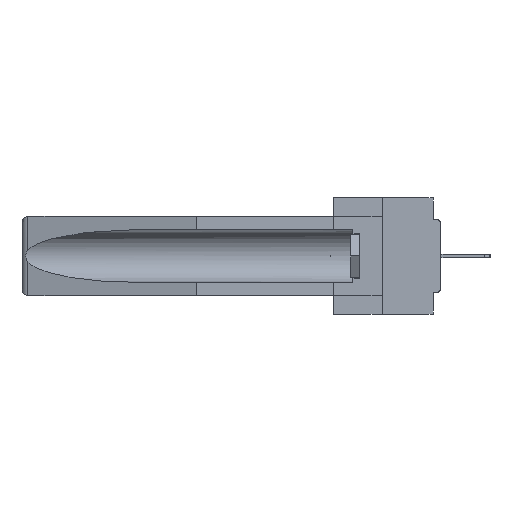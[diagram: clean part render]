
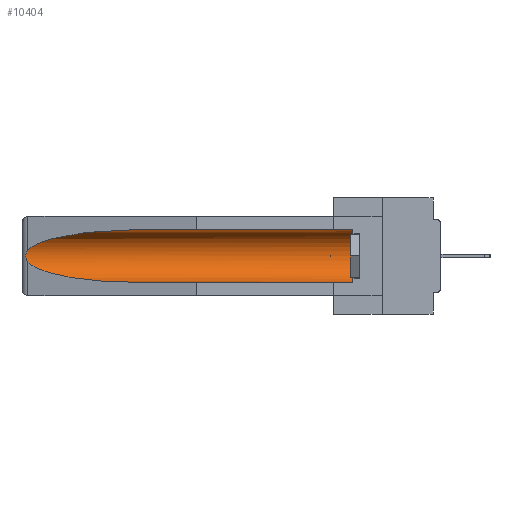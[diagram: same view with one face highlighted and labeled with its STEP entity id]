
A CAD part, left-side view. The second image highlights one B-rep face of the part: STEP entity #10404.
In plain terms, the highlighted cylindrical face has radius 2.857 mm (diameter 5.715 mm), a partial arc.
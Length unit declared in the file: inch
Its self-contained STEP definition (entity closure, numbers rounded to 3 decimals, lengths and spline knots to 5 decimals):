
#886 = EDGE_CURVE ( 'NONE', #29084, #15950, #7136, .T. ) ;
#988 = ORIENTED_EDGE ( 'NONE', *, *, #29572, .T. ) ;
#1068 = CARTESIAN_POINT ( 'NONE',  ( 0.155, -0.30754, -0.059 ) ) ;
#1205 = ORIENTED_EDGE ( 'NONE', *, *, #18271, .F. ) ;
#3778 = AXIS2_PLACEMENT_3D ( 'NONE', #30188, #10989, #33384 ) ;
#3942 =( BOUNDED_CURVE ( )  B_SPLINE_CURVE ( 3, ( #24006, #30396, #36752, #17641 ),
 .UNSPECIFIED., .F., .F. ) 
 B_SPLINE_CURVE_WITH_KNOTS ( ( 4, 4 ),
 ( 4.71239, 6.08839 ),
 .UNSPECIFIED. ) 
 CURVE ( )  GEOMETRIC_REPRESENTATION_ITEM ( )  RATIONAL_B_SPLINE_CURVE ( ( 1., 0.848, 0.848, 1. ) ) 
 REPRESENTATION_ITEM ( '' )  );
#4372 = VERTEX_POINT ( 'NONE', #17113 ) ;
#4769 = CARTESIAN_POINT ( 'NONE',  ( 0.155, -0.30754, -0.284 ) ) ;
#7136 = B_SPLINE_CURVE_WITH_KNOTS ( 'NONE', 3,
 ( #23127, #13553, #18808, #23097, #23683, #17888, #40577, #23857, #24348, #24296 ),
 .UNSPECIFIED., .F., .F.,
 ( 4, 2, 2, 2, 4 ),
 ( 0., 0.00029, 0.00058, 0.00087, 0.00117 ),
 .UNSPECIFIED. ) ;
#7424 = ORIENTED_EDGE ( 'NONE', *, *, #40112, .T. ) ;
#7485 = CARTESIAN_POINT ( 'NONE',  ( 0.25451, 1.48313, -0.24835 ) ) ;
#8219 = VECTOR ( 'NONE', #36346, 39.37008 ) ;
#8430 = CARTESIAN_POINT ( 'NONE',  ( 0.26537, 1.52718, -0.14972 ) ) ;
#8573 = ORIENTED_EDGE ( 'NONE', *, *, #886, .T. ) ;
#8944 = CARTESIAN_POINT ( 'NONE',  ( 0.155, -0.30754, -0.1715 ) ) ;
#9147 = CARTESIAN_POINT ( 'NONE',  ( 0.155, 1.07973, -0.059 ) ) ;
#10404 = ADVANCED_FACE ( 'NONE', ( #35068 ), #23622, .F. ) ;
#10475 =( BOUNDED_CURVE ( )  B_SPLINE_CURVE ( 3, ( #13857, #7485, #36308, #17173 ),
 .UNSPECIFIED., .F., .F. ) 
 B_SPLINE_CURVE_WITH_KNOTS ( ( 4, 4 ),
 ( 0.1948, 1.5708 ),
 .UNSPECIFIED. ) 
 CURVE ( )  GEOMETRIC_REPRESENTATION_ITEM ( )  RATIONAL_B_SPLINE_CURVE ( ( 1., 0.848, 0.848, 1. ) ) 
 REPRESENTATION_ITEM ( '' )  );
#10989 = DIRECTION ( 'NONE',  ( 0., -1., 0. ) ) ;
#11843 = CARTESIAN_POINT ( 'NONE',  ( 0.26537, 1.52718, -0.19328 ) ) ;
#13553 = CARTESIAN_POINT ( 'NONE',  ( 0.26597, 1.52961, -0.15275 ) ) ;
#13857 = CARTESIAN_POINT ( 'NONE',  ( 0.26537, 1.52718, -0.19328 ) ) ;
#15950 = VERTEX_POINT ( 'NONE', #11843 ) ;
#17113 = CARTESIAN_POINT ( 'NONE',  ( 0.155, 0.126, -0.284 ) ) ;
#17173 = CARTESIAN_POINT ( 'NONE',  ( 0.155, 1.07973, -0.284 ) ) ;
#17641 = CARTESIAN_POINT ( 'NONE',  ( 0.26537, 1.52718, -0.14972 ) ) ;
#17765 = LINE ( 'NONE', #1068, #8219 ) ;
#17888 = CARTESIAN_POINT ( 'NONE',  ( 0.2675, 1.53308, -0.17534 ) ) ;
#18271 = EDGE_CURVE ( 'NONE', #4372, #21630, #39511, .T. ) ;
#18608 = DIRECTION ( 'NONE',  ( 0., 0., 1. ) ) ;
#18808 = CARTESIAN_POINT ( 'NONE',  ( 0.26654, 1.53092, -0.15636 ) ) ;
#18966 = ORIENTED_EDGE ( 'NONE', *, *, #32071, .T. ) ;
#20435 = CARTESIAN_POINT ( 'NONE',  ( 0.155, 0.126, -0.059 ) ) ;
#21630 = VERTEX_POINT ( 'NONE', #37665 ) ;
#23097 = CARTESIAN_POINT ( 'NONE',  ( 0.2673, 1.5327, -0.16383 ) ) ;
#23127 = CARTESIAN_POINT ( 'NONE',  ( 0.26537, 1.52718, -0.14972 ) ) ;
#23150 = VERTEX_POINT ( 'NONE', #20435 ) ;
#23622 = CYLINDRICAL_SURFACE ( 'NONE', #25211, 0.1125 ) ;
#23683 = CARTESIAN_POINT ( 'NONE',  ( 0.2675, 1.53308, -0.16763 ) ) ;
#23857 = CARTESIAN_POINT ( 'NONE',  ( 0.26655, 1.53094, -0.18657 ) ) ;
#24006 = CARTESIAN_POINT ( 'NONE',  ( 0.155, 1.07973, -0.059 ) ) ;
#24296 = CARTESIAN_POINT ( 'NONE',  ( 0.26537, 1.52718, -0.19328 ) ) ;
#24348 = CARTESIAN_POINT ( 'NONE',  ( 0.26597, 1.5296, -0.19026 ) ) ;
#25211 = AXIS2_PLACEMENT_3D ( 'NONE', #8944, #37687, #18608 ) ;
#27314 = VERTEX_POINT ( 'NONE', #9147 ) ;
#28274 = EDGE_CURVE ( 'NONE', #15950, #21630, #10475, .T. ) ;
#28461 = ORIENTED_EDGE ( 'NONE', *, *, #28274, .T. ) ;
#29084 = VERTEX_POINT ( 'NONE', #8430 ) ;
#29351 = CIRCLE ( 'NONE', #3778, 0.1125 ) ;
#29572 = EDGE_CURVE ( 'NONE', #27314, #29084, #3942, .T. ) ;
#30188 = CARTESIAN_POINT ( 'NONE',  ( 0.155, 0.126, -0.1715 ) ) ;
#30396 = CARTESIAN_POINT ( 'NONE',  ( 0.21114, 1.30732, -0.059 ) ) ;
#31159 = VECTOR ( 'NONE', #39961, 39.37008 ) ;
#32071 = EDGE_CURVE ( 'NONE', #4372, #23150, #29351, .T. ) ;
#33384 = DIRECTION ( 'NONE',  ( 0., 0., 1. ) ) ;
#34077 = EDGE_LOOP ( 'NONE', ( #988, #8573, #28461, #1205, #18966, #7424 ) ) ;
#35068 = FACE_OUTER_BOUND ( 'NONE', #34077, .T. ) ;
#36308 = CARTESIAN_POINT ( 'NONE',  ( 0.21114, 1.30732, -0.284 ) ) ;
#36346 = DIRECTION ( 'NONE',  ( 0., 1., 0. ) ) ;
#36752 = CARTESIAN_POINT ( 'NONE',  ( 0.25451, 1.48313, -0.09465 ) ) ;
#37665 = CARTESIAN_POINT ( 'NONE',  ( 0.155, 1.07973, -0.284 ) ) ;
#37687 = DIRECTION ( 'NONE',  ( 0., 1., 0. ) ) ;
#39511 = LINE ( 'NONE', #4769, #31159 ) ;
#39961 = DIRECTION ( 'NONE',  ( 0., 1., 0. ) ) ;
#40112 = EDGE_CURVE ( 'NONE', #23150, #27314, #17765, .T. ) ;
#40577 = CARTESIAN_POINT ( 'NONE',  ( 0.2673, 1.53269, -0.17917 ) ) ;
